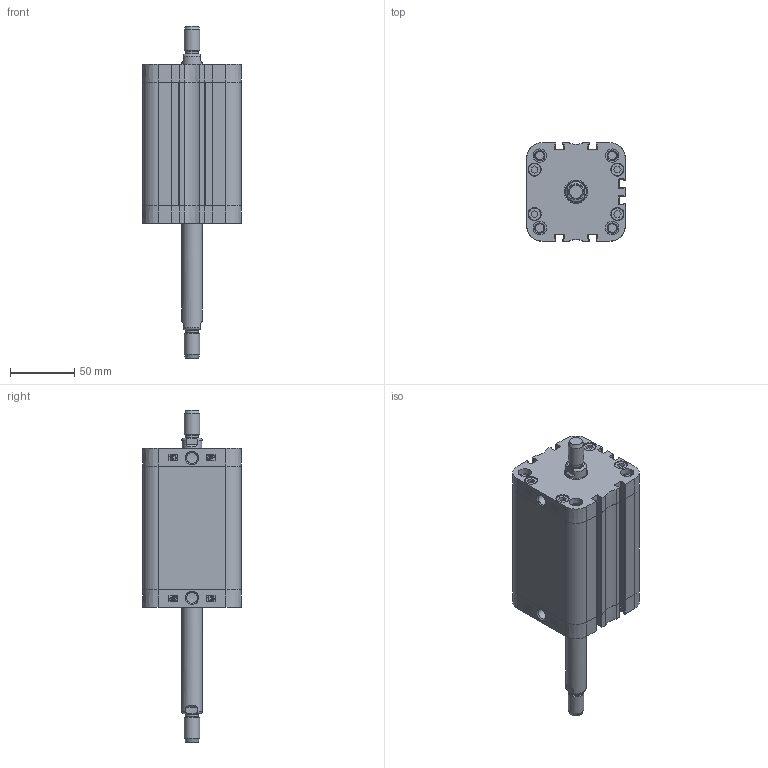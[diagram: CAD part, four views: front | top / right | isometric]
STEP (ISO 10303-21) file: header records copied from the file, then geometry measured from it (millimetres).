
FILE_DESCRIPTION((''),'2;1');
FILE_NAME('PDMP063.075.GS.M.stp','2014-01-20T16:28:20',('carlo.corazza'),(''),'Autodesk Inventor 2012','Autodesk Inventor 2012','');
FILE_SCHEMA(('AUTOMOTIVE_DESIGN { 1 0 10303 214 1 1 1 1 }'));
Length unit declared in the file: millimetre
Products named in the file (5): PDMP063..GS.M; CORPO-075; STELO-075; TA
Assembly tree (5 placements, depth 2):
  PDMP063..GS.M
    CORPO-075
    STELO-075  x2
    TA
    TA
Bounding box: 77 x 77 x 259 mm (x, y, z)
Volume: 421206.2 mm3; surface area: 111141.1 mm2
Topology: 5 solids, 5 shells, 777 faces, 2017 edges, 1324 vertices
Faces by surface type: plane 358, cylinder 207, bspline 136, cone 50, torus 26
Full cylindrical faces by diameter (mm): 6.647 x10, 8.566 x2, 9.8 x8, 10 x2, 10.3 x8, 10.5 x8, 12 x2, 16 x2, 16.54 x2, 17.7 x2, 18 x2, 20.5 x2, 63 x1
Entity records: 24147 total; most frequent: CARTESIAN_POINT 6072, ORIENTED_EDGE 3730, DIRECTION 3314, EDGE_CURVE 1865, VERTEX_POINT 1291, AXIS2_PLACEMENT_3D 1109, VECTOR 1096, LINE 1096
